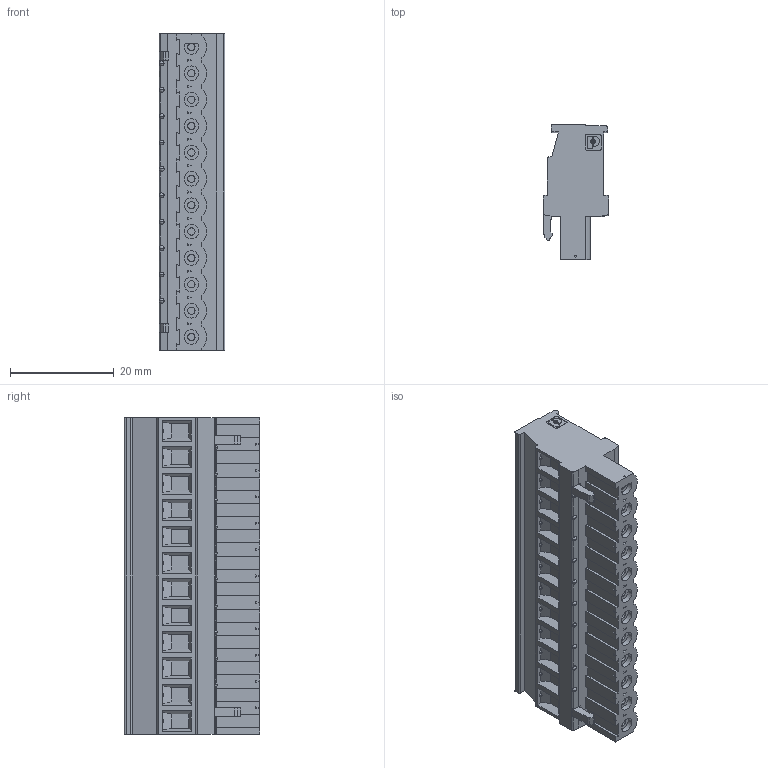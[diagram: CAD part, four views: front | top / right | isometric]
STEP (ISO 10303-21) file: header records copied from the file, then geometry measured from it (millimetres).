
FILE_DESCRIPTION(('STEP AP203'),'1');
FILE_NAME('1792346.stp','2021-01-09T15:57:24',('TraceParts'),('TraceParts S.A.'),'Spatial InterOp 3D',' ',' ');
FILE_SCHEMA(('CONFIG_CONTROL_DESIGN'));
Length unit declared in the file: millimetre
Products named in the file (1): 1
Bounding box: 12.6 x 26 x 60.96 mm (x, y, z)
Volume: 13440.4 mm3; surface area: 6655.5 mm2
Topology: 1 solids, 1 shells, 578 faces, 1466 edges, 977 vertices
Faces by surface type: plane 378, cylinder 154, sphere 46
Entity records: 18710 total; most frequent: CARTESIAN_POINT 4252, DIRECTION 3058, ORIENTED_EDGE 2932, EDGE_CURVE 1466, AXIS2_PLACEMENT_3D 1033, LINE 992, VECTOR 992, VERTEX_POINT 977
